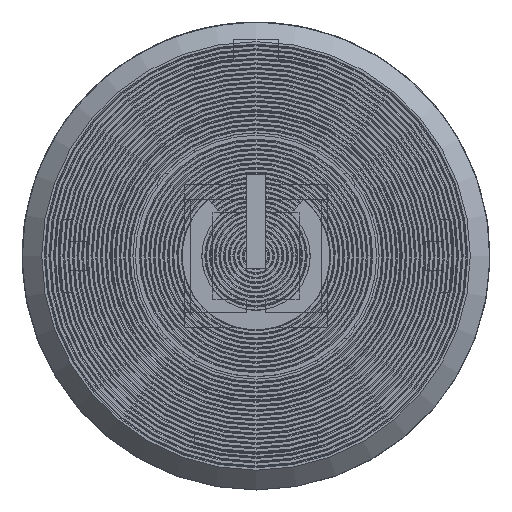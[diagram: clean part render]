
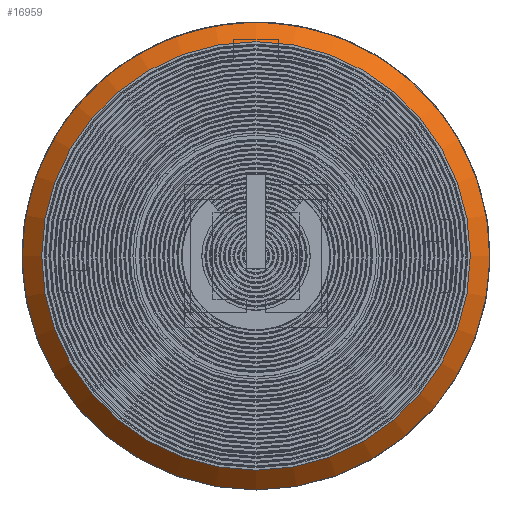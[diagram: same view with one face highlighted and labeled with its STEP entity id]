
A CAD part, top view. The second image highlights one B-rep face of the part: STEP entity #16959.
In plain terms, the highlighted conical face has half-angle 45 degrees and reference radius 9.1 mm.
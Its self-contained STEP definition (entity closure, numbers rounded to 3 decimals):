
#196=CONICAL_SURFACE('',#18339,9.1,0.785);
#902=FACE_OUTER_BOUND('',#1870,.T.);
#1870=EDGE_LOOP('',(#12955,#12956,#12957,#12958));
#2849=CIRCLE('',#18340,8.7);
#2850=CIRCLE('',#18341,9.5);
#3661=LINE('',#26483,#5546);
#5546=VECTOR('',#21387,9.1);
#7517=VERTEX_POINT('',#26480);
#7518=VERTEX_POINT('',#26482);
#9503=EDGE_CURVE('',#7517,#7517,#2849,.T.);
#9504=EDGE_CURVE('',#7517,#7518,#3661,.T.);
#9505=EDGE_CURVE('',#7518,#7518,#2850,.T.);
#12955=ORIENTED_EDGE('',*,*,#9503,.T.);
#12956=ORIENTED_EDGE('',*,*,#9504,.T.);
#12957=ORIENTED_EDGE('',*,*,#9505,.T.);
#12958=ORIENTED_EDGE('',*,*,#9504,.F.);
#16959=ADVANCED_FACE('',(#902),#196,.T.);
#18339=AXIS2_PLACEMENT_3D('',#26479,#21383,#21384);
#18340=AXIS2_PLACEMENT_3D('',#26481,#21385,#21386);
#18341=AXIS2_PLACEMENT_3D('',#26484,#21388,#21389);
#21383=DIRECTION('center_axis',(0.,0.,
-1.));
#21384=DIRECTION('ref_axis',(0.,1.,0.));
#21385=DIRECTION('center_axis',(0.,0.,
-1.));
#21386=DIRECTION('ref_axis',(0.,1.,0.));
#21387=DIRECTION('',(0.,-0.707,-0.707));
#21388=DIRECTION('center_axis',(0.,0.,
1.));
#21389=DIRECTION('ref_axis',(0.,1.,0.));
#26479=CARTESIAN_POINT('Origin',(0.,0.,
8.4));
#26480=CARTESIAN_POINT('',(0.,-8.7,8.8));
#26481=CARTESIAN_POINT('Origin',(0.,0.,
8.8));
#26482=CARTESIAN_POINT('',(0.,-9.5,8.));
#26483=CARTESIAN_POINT('',(0.,-9.1,8.4));
#26484=CARTESIAN_POINT('Origin',(0.,0.,
8.));
